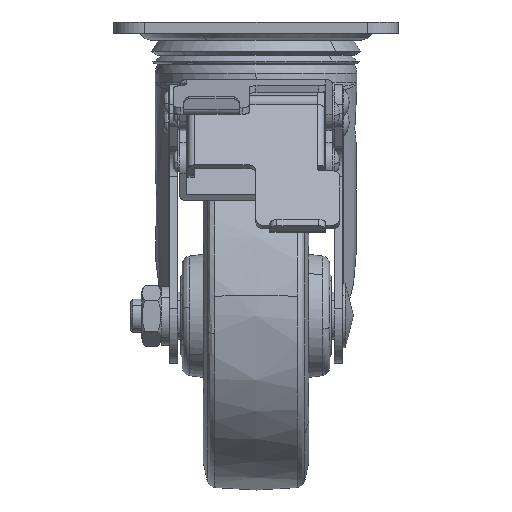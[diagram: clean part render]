
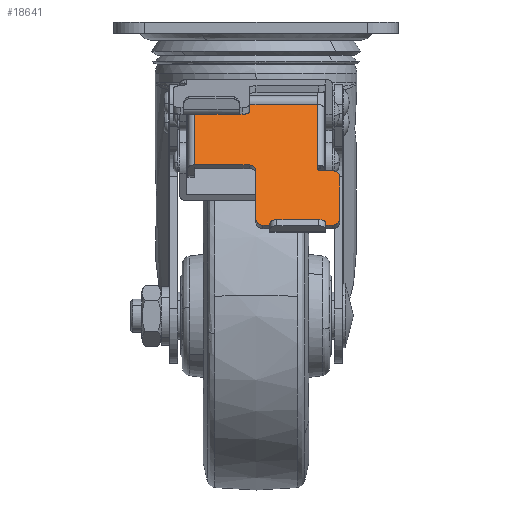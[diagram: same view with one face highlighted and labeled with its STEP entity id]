
A CAD part, left-side view. The second image highlights one B-rep face of the part: STEP entity #18641.
In plain terms, the highlighted free-form (B-spline) face has degree [1, 1] with [2, 2] control points.
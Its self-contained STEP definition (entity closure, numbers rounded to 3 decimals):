
#17164=CARTESIAN_POINT('',(-105.172,-23.25,-53.458));
#17165=VERTEX_POINT('',#17164);
#17166=CARTESIAN_POINT('',(-104.547,-22.0,-52.375));
#17167=VERTEX_POINT('',#17166);
#17168=CARTESIAN_POINT('',(-105.172,-23.25,-53.458));
#17169=CARTESIAN_POINT('',(-105.172,-23.086,-53.458));
#17170=CARTESIAN_POINT('',(-105.139,-22.759,-53.402));
#17171=CARTESIAN_POINT('',(-104.994,-22.326,-53.151));
#17172=CARTESIAN_POINT('',(-104.782,-22.057,-52.783));
#17173=CARTESIAN_POINT('',(-104.618,-22.,-52.499));
#17174=CARTESIAN_POINT('',(-104.547,-22.0,-52.375));
#17175=B_SPLINE_CURVE_WITH_KNOTS('',3,(#17168,#17169,#17170,#17171,#17172,#17173,#17174),.UNSPECIFIED.,.F.,.U.,(4,1,1,1,4),(0.,0.491,0.982,1.534,1.964),.UNSPECIFIED.);
#17176=EDGE_CURVE('',#17165,#17167,#17175,.T.);
#17298=CARTESIAN_POINT('',(-105.172,0.,-53.458));
#17299=VERTEX_POINT('',#17298);
#17305=CARTESIAN_POINT('',(-103.922,2.5,-51.293));
#17306=VERTEX_POINT('',#17305);
#17307=CARTESIAN_POINT('',(-103.922,2.5,-51.293));
#17308=CARTESIAN_POINT('',(-103.921,2.111,-51.292));
#17309=CARTESIAN_POINT('',(-104.002,1.437,-51.432));
#17310=CARTESIAN_POINT('',(-104.274,0.703,-51.903));
#17311=CARTESIAN_POINT('',(-104.542,0.317,-52.367));
#17312=CARTESIAN_POINT('',(-104.834,0.066,-52.874));
#17313=CARTESIAN_POINT('',(-105.039,0.,-53.228));
#17314=CARTESIAN_POINT('',(-105.172,0.,-53.458));
#17315=B_SPLINE_CURVE_WITH_KNOTS('',3,(#17307,#17308,#17309,#17310,#17311,#17312,#17313,#17314),.UNSPECIFIED.,.F.,.U.,(4,1,1,1,1,4),(0.,1.166,2.025,2.7,3.129,3.927),.UNSPECIFIED.);
#17316=EDGE_CURVE('',#17306,#17299,#17315,.T.);
#17340=CARTESIAN_POINT('',(-115.172,0.,-70.779));
#17341=VERTEX_POINT('',#17340);
#17342=CARTESIAN_POINT('',(-116.422,-2.5,-72.944));
#17343=VERTEX_POINT('',#17342);
#17344=CARTESIAN_POINT('',(-115.172,0.,-70.779));
#17345=CARTESIAN_POINT('',(-115.325,0.,-71.044));
#17346=CARTESIAN_POINT('',(-115.581,-0.095,-71.487));
#17347=CARTESIAN_POINT('',(-115.944,-0.484,-72.117));
#17348=CARTESIAN_POINT('',(-116.191,-0.99,-72.544));
#17349=CARTESIAN_POINT('',(-116.376,-1.703,-72.864));
#17350=CARTESIAN_POINT('',(-116.422,-2.193,-72.944));
#17351=CARTESIAN_POINT('',(-116.422,-2.5,-72.944));
#17352=B_SPLINE_CURVE_WITH_KNOTS('',3,(#17344,#17345,#17346,#17347,#17348,#17349,#17350,#17351),.UNSPECIFIED.,.F.,.U.,(4,1,1,1,1,4),(0.,0.92,1.534,2.454,3.007,3.927),.UNSPECIFIED.);
#17353=EDGE_CURVE('',#17341,#17343,#17352,.T.);
#17397=CARTESIAN_POINT('',(-116.422,-27.5,-72.944));
#17398=VERTEX_POINT('',#17397);
#17399=CARTESIAN_POINT('',(-115.172,-30.0,-70.779));
#17400=VERTEX_POINT('',#17399);
#17401=CARTESIAN_POINT('',(-116.422,-27.5,-72.944));
#17402=CARTESIAN_POINT('',(-116.422,-27.889,-72.944));
#17403=CARTESIAN_POINT('',(-116.341,-28.563,-72.805));
#17404=CARTESIAN_POINT('',(-116.082,-29.263,-72.355));
#17405=CARTESIAN_POINT('',(-115.836,-29.637,-71.929));
#17406=CARTESIAN_POINT('',(-115.55,-29.916,-71.434));
#17407=CARTESIAN_POINT('',(-115.325,-30.,-71.044));
#17408=CARTESIAN_POINT('',(-115.172,-30.0,-70.779));
#17409=B_SPLINE_CURVE_WITH_KNOTS('',3,(#17401,#17402,#17403,#17404,#17405,#17406,#17407,#17408),.UNSPECIFIED.,.F.,.U.,(4,1,1,1,1,4),(0.,1.166,2.025,2.577,3.007,3.927),.UNSPECIFIED.);
#17410=EDGE_CURVE('',#17398,#17400,#17409,.T.);
#17454=CARTESIAN_POINT('',(-106.422,-30.0,-55.623));
#17455=VERTEX_POINT('',#17454);
#17456=CARTESIAN_POINT('',(-105.172,-27.5,-53.458));
#17457=VERTEX_POINT('',#17456);
#17458=CARTESIAN_POINT('',(-106.422,-30.0,-55.623));
#17459=CARTESIAN_POINT('',(-106.309,-30.,-55.428));
#17460=CARTESIAN_POINT('',(-106.054,-29.931,-54.985));
#17461=CARTESIAN_POINT('',(-105.678,-29.576,-54.335));
#17462=CARTESIAN_POINT('',(-105.402,-29.01,-53.857));
#17463=CARTESIAN_POINT('',(-105.217,-28.298,-53.537));
#17464=CARTESIAN_POINT('',(-105.172,-27.807,-53.458));
#17465=CARTESIAN_POINT('',(-105.172,-27.5,-53.458));
#17466=B_SPLINE_CURVE_WITH_KNOTS('',3,(#17458,#17459,#17460,#17461,#17462,#17463,#17464,#17465),.UNSPECIFIED.,.F.,.U.,(4,1,1,1,1,4),(0.,0.675,1.534,2.454,3.007,3.927),.UNSPECIFIED.);
#17467=EDGE_CURVE('',#17455,#17457,#17466,.T.);
#17508=CARTESIAN_POINT('',(-105.172,-27.5,-53.458));
#17509=CARTESIAN_POINT('',(-105.172,-23.25,-53.458));
#17510=QUASI_UNIFORM_CURVE('',1,(#17508,#17509),.UNSPECIFIED.,.F.,.U.);
#17511=EDGE_CURVE('',#17457,#17165,#17510,.T.);
#17701=CARTESIAN_POINT('',(-116.422,-5.,-72.944));
#17702=VERTEX_POINT('',#17701);
#17722=CARTESIAN_POINT('',(-116.422,-25.0,-72.944));
#17723=VERTEX_POINT('',#17722);
#17788=CARTESIAN_POINT('',(-116.422,-25.0,-72.944));
#17789=CARTESIAN_POINT('',(-116.422,-5.,-72.944));
#17790=QUASI_UNIFORM_CURVE('',1,(#17788,#17789),.UNSPECIFIED.,.F.,.U.);
#17791=EDGE_CURVE('',#17723,#17702,#17790,.T.);
#17807=CARTESIAN_POINT('',(-105.172,0.,-53.458));
#17808=CARTESIAN_POINT('',(-115.172,0.,-70.779));
#17809=QUASI_UNIFORM_CURVE('',1,(#17807,#17808),.UNSPECIFIED.,.F.,.U.);
#17810=EDGE_CURVE('',#17299,#17341,#17809,.T.);
#17821=CARTESIAN_POINT('',(-116.422,-5.,-72.944));
#17822=CARTESIAN_POINT('',(-116.422,-2.5,-72.944));
#17823=QUASI_UNIFORM_CURVE('',1,(#17821,#17822),.UNSPECIFIED.,.F.,.U.);
#17824=EDGE_CURVE('',#17702,#17343,#17823,.T.);
#17868=CARTESIAN_POINT('',(-91.422,-22.0,-29.642));
#17869=VERTEX_POINT('',#17868);
#17881=CARTESIAN_POINT('',(-104.547,-22.0,-52.375));
#17882=CARTESIAN_POINT('',(-91.422,-22.0,-29.642));
#17883=QUASI_UNIFORM_CURVE('',1,(#17881,#17882),.UNSPECIFIED.,.F.,.U.);
#17884=EDGE_CURVE('',#17167,#17869,#17883,.T.);
#17904=CARTESIAN_POINT('',(-103.922,22.0,-51.293));
#17905=VERTEX_POINT('',#17904);
#17919=CARTESIAN_POINT('',(-91.422,22.0,-29.642));
#17920=VERTEX_POINT('',#17919);
#17921=CARTESIAN_POINT('',(-91.422,22.0,-29.642));
#17922=CARTESIAN_POINT('',(-103.922,22.0,-51.293));
#17923=QUASI_UNIFORM_CURVE('',1,(#17921,#17922),.UNSPECIFIED.,.F.,.U.);
#17924=EDGE_CURVE('',#17920,#17905,#17923,.T.);
#18457=CARTESIAN_POINT('',(-91.422,22.0,-29.642));
#18458=CARTESIAN_POINT('',(-91.422,-22.0,-29.642));
#18459=QUASI_UNIFORM_CURVE('',1,(#18457,#18458),.UNSPECIFIED.,.F.,.U.);
#18460=EDGE_CURVE('',#17920,#17869,#18459,.T.);
#18483=CARTESIAN_POINT('',(-103.922,22.0,-51.293));
#18484=CARTESIAN_POINT('',(-103.922,2.5,-51.293));
#18485=QUASI_UNIFORM_CURVE('',1,(#18483,#18484),.UNSPECIFIED.,.F.,.U.);
#18486=EDGE_CURVE('',#17905,#17306,#18485,.T.);
#18565=CARTESIAN_POINT('',(-116.422,-27.5,-72.944));
#18566=CARTESIAN_POINT('',(-116.422,-25.0,-72.944));
#18567=QUASI_UNIFORM_CURVE('',1,(#18565,#18566),.UNSPECIFIED.,.F.,.U.);
#18568=EDGE_CURVE('',#17398,#17723,#18567,.T.);
#18585=CARTESIAN_POINT('',(-106.422,-30.0,-55.623));
#18586=CARTESIAN_POINT('',(-115.172,-30.0,-70.779));
#18587=QUASI_UNIFORM_CURVE('',1,(#18585,#18586),.UNSPECIFIED.,.F.,.U.);
#18588=EDGE_CURVE('',#17455,#17400,#18587,.T.);
#18619=CARTESIAN_POINT('',(-90.173,-32.597,-27.479));
#18620=CARTESIAN_POINT('',(-117.67,-32.597,-75.106));
#18621=CARTESIAN_POINT('',(-90.173,24.597,-27.479));
#18622=CARTESIAN_POINT('',(-117.67,24.597,-75.106));
#18623=B_SPLINE_SURFACE_WITH_KNOTS('',1,1,((#18619,#18621),(#18620,#18622)),.UNSPECIFIED.,.F.,.F.,.U.,(2,2),(2,2),(0.0,54.995),(0.0,57.195),.UNSPECIFIED.);
#18624=ORIENTED_EDGE('',*,*,#18588,.F.);
#18625=ORIENTED_EDGE('',*,*,#17467,.T.);
#18626=ORIENTED_EDGE('',*,*,#17511,.T.);
#18627=ORIENTED_EDGE('',*,*,#17176,.T.);
#18628=ORIENTED_EDGE('',*,*,#17884,.T.);
#18629=ORIENTED_EDGE('',*,*,#18460,.F.);
#18630=ORIENTED_EDGE('',*,*,#17924,.T.);
#18631=ORIENTED_EDGE('',*,*,#18486,.T.);
#18632=ORIENTED_EDGE('',*,*,#17316,.T.);
#18633=ORIENTED_EDGE('',*,*,#17810,.T.);
#18634=ORIENTED_EDGE('',*,*,#17353,.T.);
#18635=ORIENTED_EDGE('',*,*,#17824,.F.);
#18636=ORIENTED_EDGE('',*,*,#17791,.F.);
#18637=ORIENTED_EDGE('',*,*,#18568,.F.);
#18638=ORIENTED_EDGE('',*,*,#17410,.T.);
#18639=EDGE_LOOP('',(#18624,#18625,#18626,#18627,#18628,#18629,#18630,#18631,#18632,#18633,#18634,#18635,#18636,#18637,#18638));
#18640=FACE_OUTER_BOUND('',#18639,.T.);
#18641=ADVANCED_FACE('',(#18640),#18623,.F.);
